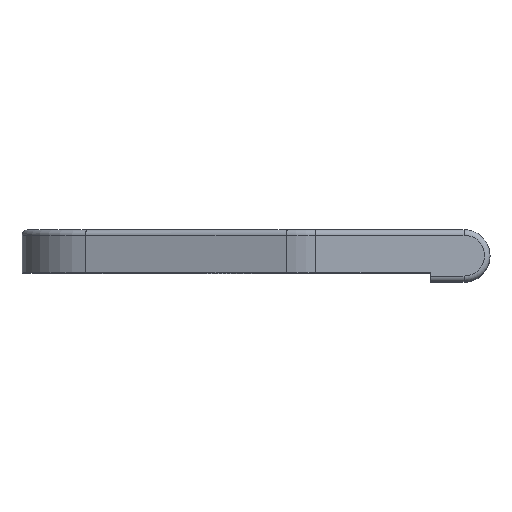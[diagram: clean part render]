
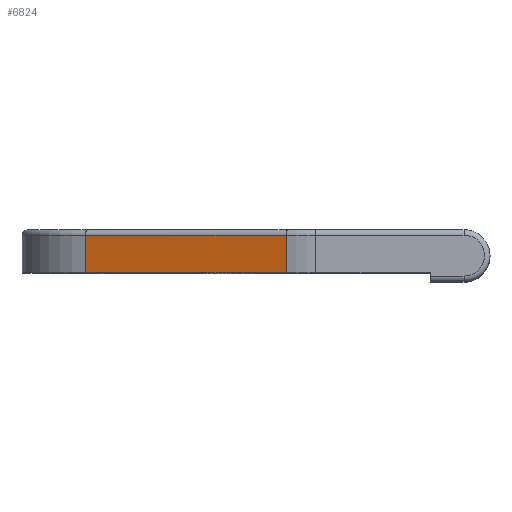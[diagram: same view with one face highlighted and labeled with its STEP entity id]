
A CAD part, top view. The second image highlights one B-rep face of the part: STEP entity #6824.
In plain terms, the highlighted planar face has unit normal (-0.316, 0, 0.949).
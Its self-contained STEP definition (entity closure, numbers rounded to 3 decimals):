
#896=CARTESIAN_POINT('',(-61.849,-5.6,68.717));
#897=VERTEX_POINT('',#896);
#905=CARTESIAN_POINT('',(-115.906,-5.6,50.698));
#906=VERTEX_POINT('',#905);
#907=CARTESIAN_POINT('',(-61.849,-5.6,68.717));
#908=DIRECTION('',(-0.949,0.,-0.316));
#909=VECTOR('',#908,56.981);
#910=LINE('',#907,#909);
#911=EDGE_CURVE('',#897,#906,#910,.T.);
#6781=CARTESIAN_POINT('',(-115.906,4.5,50.698));
#6782=VERTEX_POINT('',#6781);
#6783=CARTESIAN_POINT('',(-115.906,4.5,50.698));
#6784=DIRECTION('',(-0.,-1.,-0.));
#6785=VECTOR('',#6784,10.1);
#6786=LINE('',#6783,#6785);
#6787=EDGE_CURVE('',#6782,#906,#6786,.T.);
#6801=CARTESIAN_POINT('',(-61.849,6.,68.717));
#6802=DIRECTION('',(0.316,0.,-0.949));
#6803=DIRECTION('',(-0.949,0.,-0.316));
#6804=AXIS2_PLACEMENT_3D('',#6801,#6802,#6803);
#6805=PLANE('',#6804);
#6806=CARTESIAN_POINT('',(-61.849,4.5,68.717));
#6807=VERTEX_POINT('',#6806);
#6808=CARTESIAN_POINT('',(-61.849,4.5,68.717));
#6809=DIRECTION('',(0.,-1.,0.));
#6810=VECTOR('',#6809,10.1);
#6811=LINE('',#6808,#6810);
#6812=EDGE_CURVE('',#6807,#897,#6811,.T.);
#6813=ORIENTED_EDGE('',*,*,#6812,.F.);
#6814=CARTESIAN_POINT('',(-61.849,4.5,68.717));
#6815=DIRECTION('',(-0.949,-0.,-0.316));
#6816=VECTOR('',#6815,56.981);
#6817=LINE('',#6814,#6816);
#6818=EDGE_CURVE('',#6807,#6782,#6817,.T.);
#6819=ORIENTED_EDGE('',*,*,#6818,.T.);
#6820=ORIENTED_EDGE('',*,*,#6787,.T.);
#6821=ORIENTED_EDGE('',*,*,#911,.F.);
#6822=EDGE_LOOP('',(#6813,#6819,#6820,#6821));
#6823=FACE_BOUND('',#6822,.T.);
#6824=ADVANCED_FACE('',(#6823),#6805,.F.);
